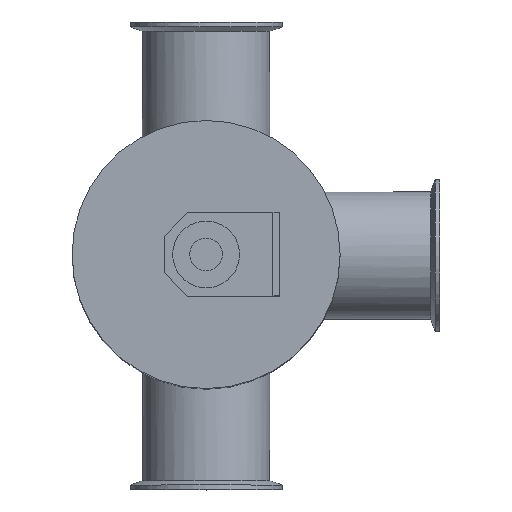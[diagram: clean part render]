
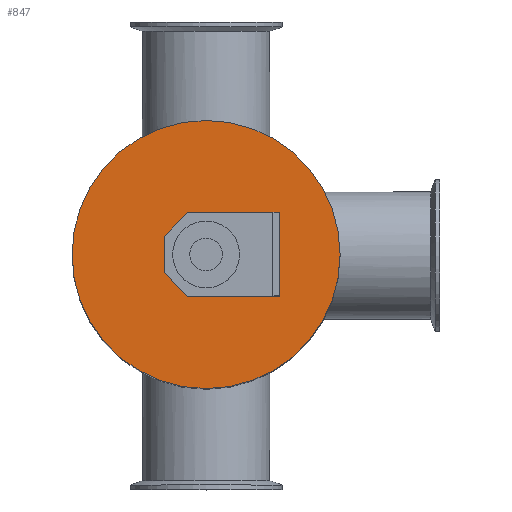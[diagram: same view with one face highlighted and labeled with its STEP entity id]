
A CAD part, top view. The second image highlights one B-rep face of the part: STEP entity #847.
In plain terms, the highlighted planar face has unit normal (0, 0, 1).
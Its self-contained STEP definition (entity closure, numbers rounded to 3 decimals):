
#211=FACE_OUTER_BOUND('',#281,.T.);
#281=EDGE_LOOP('',(#611));
#356=CIRCLE('',#990,80.25);
#403=VERTEX_POINT('',#1392);
#482=EDGE_CURVE('',#403,#403,#356,.T.);
#611=ORIENTED_EDGE('',*,*,#482,.F.);
#811=PLANE('',#989);
#847=ADVANCED_FACE('',(#211),#811,.T.);
#989=AXIS2_PLACEMENT_3D('',#1391,#1136,#1137);
#990=AXIS2_PLACEMENT_3D('',#1393,#1138,#1139);
#1136=DIRECTION('center_axis',(0.,0.,1.));
#1137=DIRECTION('ref_axis',(1.,0.,0.));
#1138=DIRECTION('center_axis',(0.,0.,-1.));
#1139=DIRECTION('ref_axis',(-1.,0.,0.));
#1391=CARTESIAN_POINT('Origin',(-40.125,0.,400.15));
#1392=CARTESIAN_POINT('',(80.25,0.,400.15));
#1393=CARTESIAN_POINT('Origin',(0.,0.,400.15));
